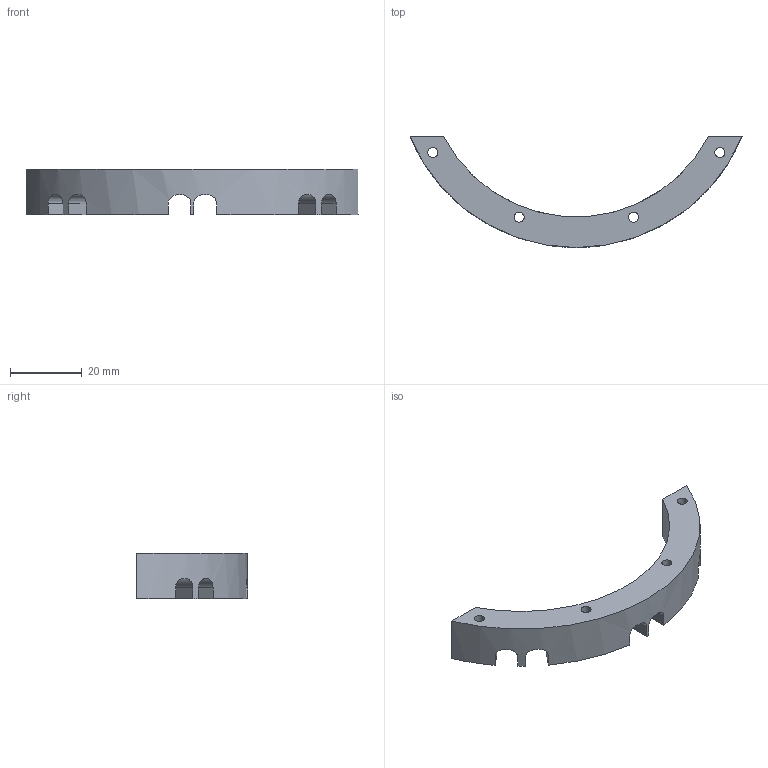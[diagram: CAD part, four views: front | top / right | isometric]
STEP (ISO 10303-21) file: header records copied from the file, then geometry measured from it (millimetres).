
FILE_DESCRIPTION(('FreeCAD Model'),'2;1');
FILE_NAME('Open CASCADE Shape Model','2023-06-29T10:18:20',(''),(''), 'Open CASCADE STEP processor 7.6','FreeCAD','Unknown');
FILE_SCHEMA(('AUTOMOTIVE_DESIGN { 1 0 10303 214 1 1 1 1 }'));
Length unit declared in the file: millimetre
Products named in the file (1): Bridge Body
Bounding box: 92.23 x 30.86 x 12.7 mm (x, y, z)
Volume: 9239.3 mm3; surface area: 5111.4 mm2
Topology: 1 solids, 1 shells, 46 faces, 132 edges, 88 vertices
Faces by surface type: plane 28, cylinder 18
Full cylindrical faces by diameter (mm): 2.794 x4
Entity records: 4858 total; most frequent: CARTESIAN_POINT 2309, DIRECTION 440, ORIENTED_EDGE 264, PCURVE 264, DEFINITIONAL_REPRESENTATION 264, LINE 252, VECTOR 252, EDGE_CURVE 132
